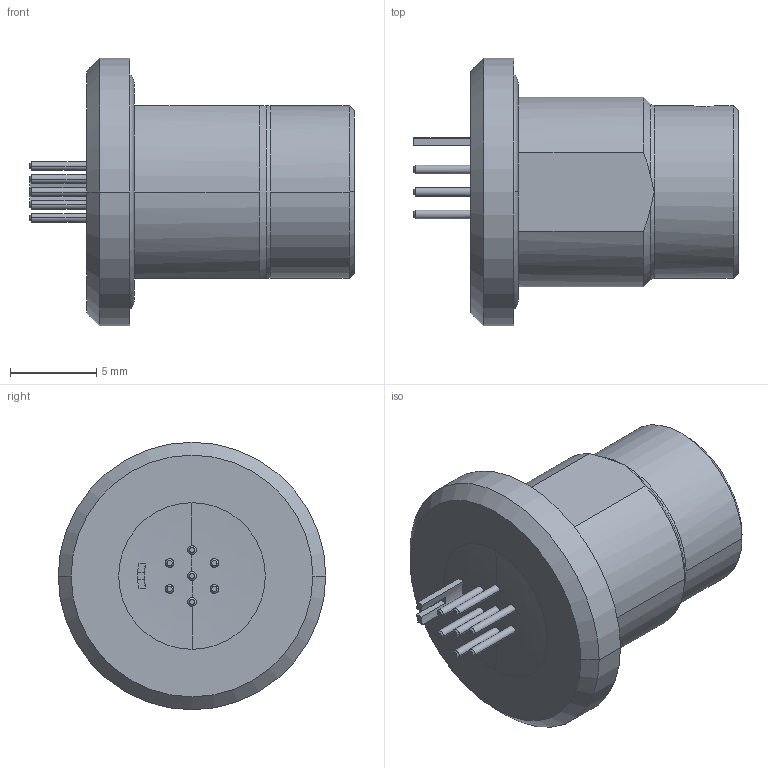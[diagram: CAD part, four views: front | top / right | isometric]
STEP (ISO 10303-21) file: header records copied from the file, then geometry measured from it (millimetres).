
FILE_DESCRIPTION((''),'2;1');
FILE_NAME('GK0Y_R-P07UC00-000L_WITHOUT-HEX','2020-10-13T10:29:26',('EUnterhaslberger'),(''),'CREO PARAMETRIC BY PTC INC, 2018300','CREO PARAMETRIC BY PTC INC, 2018300','');
FILE_SCHEMA(('AP242_MANAGED_MODEL_BASED_3D_ENGINEERING_MIM_LF { 1 0 10303 442 1 1 4 }'));
Length unit declared in the file: millimetre
Products named in the file (1): GK0Y_R-P07UC00-000L_WITHOUT-HEX
Bounding box: 18.8 x 15.5 x 15.5 mm (x, y, z)
Volume: 1256.5 mm3; surface area: 1706.7 mm2
Topology: 2 solids, 2 shells, 184 faces, 481 edges, 319 vertices
Faces by surface type: plane 58, cylinder 54, cone 44, torus 26, bspline 2
Entity records: 7202 total; most frequent: CARTESIAN_POINT 1364, DIRECTION 1012, ORIENTED_EDGE 962, EDGE_CURVE 481, AXIS2_PLACEMENT_3D 415, VERTEX_POINT 319, CIRCLE 233, EDGE_LOOP 204
